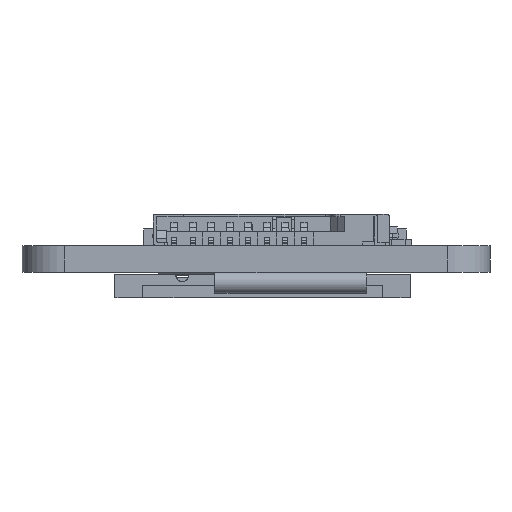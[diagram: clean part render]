
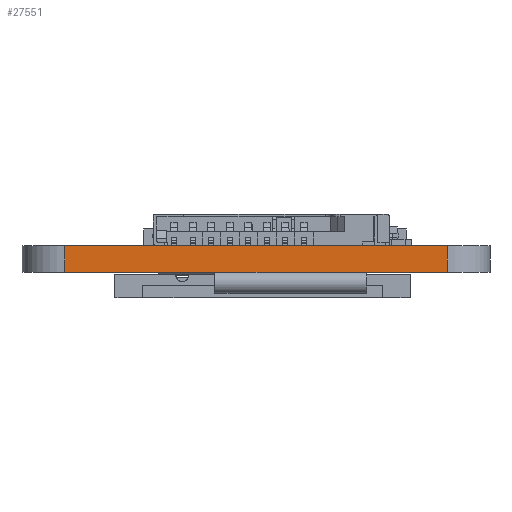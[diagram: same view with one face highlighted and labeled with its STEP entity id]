
A CAD part, left-side view. The second image highlights one B-rep face of the part: STEP entity #27551.
In plain terms, the highlighted planar face has unit normal (-1, 0, 0).
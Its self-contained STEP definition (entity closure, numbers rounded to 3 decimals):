
#372=PLANE('',#29192);
#1415=FACE_OUTER_BOUND('',#2827,.T.);
#2827=EDGE_LOOP('',(#18139,#18140,#18141,#18142));
#4455=LINE('',#39359,#7545);
#4456=LINE('',#39362,#7546);
#4457=LINE('',#39364,#7547);
#4458=LINE('',#39365,#7548);
#7545=VECTOR('',#31741,10.);
#7546=VECTOR('',#31744,10.);
#7547=VECTOR('',#31745,10.);
#7548=VECTOR('',#31746,10.);
#11477=VERTEX_POINT('',#39355);
#11478=VERTEX_POINT('',#39357);
#11479=VERTEX_POINT('',#39361);
#11480=VERTEX_POINT('',#39363);
#14130=EDGE_CURVE('',#11477,#11478,#4455,.T.);
#14131=EDGE_CURVE('',#11477,#11479,#4456,.T.);
#14132=EDGE_CURVE('',#11480,#11478,#4457,.T.);
#14133=EDGE_CURVE('',#11479,#11480,#4458,.T.);
#18139=ORIENTED_EDGE('',*,*,#14131,.F.);
#18140=ORIENTED_EDGE('',*,*,#14130,.T.);
#18141=ORIENTED_EDGE('',*,*,#14132,.F.);
#18142=ORIENTED_EDGE('',*,*,#14133,.F.);
#27551=ADVANCED_FACE('',(#1415),#372,.T.);
#29192=AXIS2_PLACEMENT_3D('',#39360,#31742,#31743);
#31741=DIRECTION('',(0.,0.,1.));
#31742=DIRECTION('center_axis',(-1.,0.,0.));
#31743=DIRECTION('ref_axis',(0.,-1.,0.));
#31744=DIRECTION('',(0.,1.,0.));
#31745=DIRECTION('',(0.,-1.,0.));
#31746=DIRECTION('',(0.,0.,1.));
#39355=CARTESIAN_POINT('',(-1.524,-6.223,0.));
#39357=CARTESIAN_POINT('',(-1.524,-6.223,1.57));
#39359=CARTESIAN_POINT('',(-1.524,-6.223,0.));
#39360=CARTESIAN_POINT('Origin',(-1.524,16.51,0.));
#39361=CARTESIAN_POINT('',(-1.524,16.51,0.));
#39362=CARTESIAN_POINT('',(-1.524,-6.223,0.));
#39363=CARTESIAN_POINT('',(-1.524,16.51,1.57));
#39364=CARTESIAN_POINT('',(-1.524,-6.223,1.57));
#39365=CARTESIAN_POINT('',(-1.524,16.51,0.));
